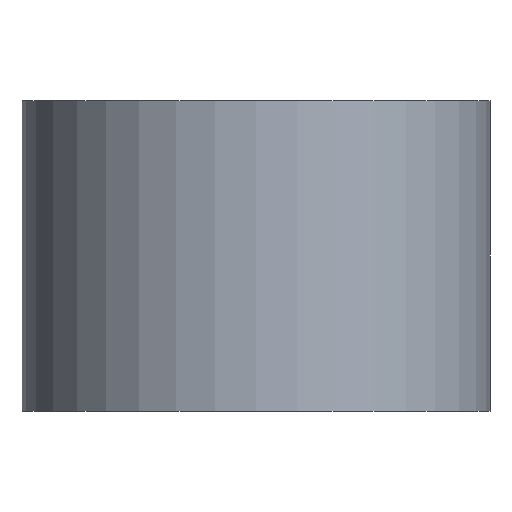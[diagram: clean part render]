
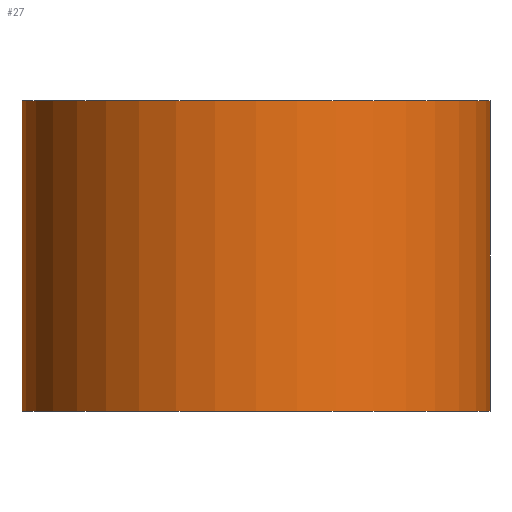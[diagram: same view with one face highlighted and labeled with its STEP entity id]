
A CAD part, front view. The second image highlights one B-rep face of the part: STEP entity #27.
In plain terms, the highlighted cylindrical face has radius 3.01 mm (diameter 6.02 mm), a partial arc.
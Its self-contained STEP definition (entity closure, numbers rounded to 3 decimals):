
#12 = CYLINDRICAL_SURFACE ( 'NONE', #171, 3.01 ) ;
#19 = VERTEX_POINT ( 'NONE', #98 ) ;
#27 = ADVANCED_FACE ( 'NONE', ( #232 ), #12, .T. ) ;
#36 = CARTESIAN_POINT ( 'NONE',  ( 3.01, 0., -2. ) ) ;
#44 = AXIS2_PLACEMENT_3D ( 'NONE', #244, #84, #249 ) ;
#47 = DIRECTION ( 'NONE',  ( -1., 0., 0. ) ) ;
#52 = ORIENTED_EDGE ( 'NONE', *, *, #197, .T. ) ;
#68 = CIRCLE ( 'NONE', #44, 3.01 ) ;
#69 = CARTESIAN_POINT ( 'NONE',  ( 3.01, 0., 2. ) ) ;
#82 = DIRECTION ( 'NONE',  ( 0., 0., -1. ) ) ;
#84 = DIRECTION ( 'NONE',  ( 0., 0., 1. ) ) ;
#92 = VERTEX_POINT ( 'NONE', #156 ) ;
#98 = CARTESIAN_POINT ( 'NONE',  ( -3.01, 0., -2. ) ) ;
#99 = VECTOR ( 'NONE', #162, 1000. ) ;
#103 = DIRECTION ( 'NONE',  ( 0., 0., 1. ) ) ;
#118 = ORIENTED_EDGE ( 'NONE', *, *, #161, .F. ) ;
#120 = CARTESIAN_POINT ( 'NONE',  ( 0., 0., 2. ) ) ;
#127 = ORIENTED_EDGE ( 'NONE', *, *, #155, .T. ) ;
#133 = EDGE_LOOP ( 'NONE', ( #118, #209, #127, #52 ) ) ;
#142 = CARTESIAN_POINT ( 'NONE',  ( -3.01, 0., 2. ) ) ;
#152 = LINE ( 'NONE', #69, #99 ) ;
#155 = EDGE_CURVE ( 'NONE', #92, #19, #218, .T. ) ;
#156 = CARTESIAN_POINT ( 'NONE',  ( -3.01, 0., 2. ) ) ;
#160 = CARTESIAN_POINT ( 'NONE',  ( 0., 0., -2. ) ) ;
#161 = EDGE_CURVE ( 'NONE', #191, #238, #152, .T. ) ;
#162 = DIRECTION ( 'NONE',  ( 0., 0., -1. ) ) ;
#171 = AXIS2_PLACEMENT_3D ( 'NONE', #120, #82, #47 ) ;
#180 = DIRECTION ( 'NONE',  ( 1., 0., 0. ) ) ;
#191 = VERTEX_POINT ( 'NONE', #226 ) ;
#197 = EDGE_CURVE ( 'NONE', #19, #238, #241, .T. ) ;
#209 = ORIENTED_EDGE ( 'NONE', *, *, #243, .F. ) ;
#214 = AXIS2_PLACEMENT_3D ( 'NONE', #160, #103, #180 ) ;
#218 = LINE ( 'NONE', #142, #221 ) ;
#221 = VECTOR ( 'NONE', #228, 1000. ) ;
#226 = CARTESIAN_POINT ( 'NONE',  ( 3.01, 0., 2. ) ) ;
#228 = DIRECTION ( 'NONE',  ( 0., 0., -1. ) ) ;
#232 = FACE_OUTER_BOUND ( 'NONE', #133, .T. ) ;
#238 = VERTEX_POINT ( 'NONE', #36 ) ;
#241 = CIRCLE ( 'NONE', #214, 3.01 ) ;
#243 = EDGE_CURVE ( 'NONE', #92, #191, #68, .T. ) ;
#244 = CARTESIAN_POINT ( 'NONE',  ( 0., 0., 2. ) ) ;
#249 = DIRECTION ( 'NONE',  ( 1., 0., 0. ) ) ;
